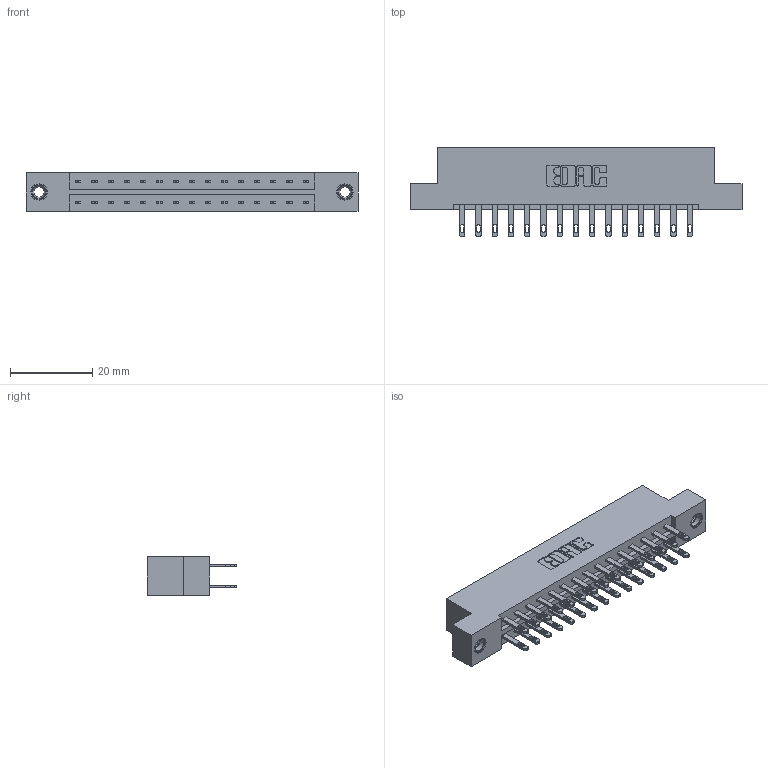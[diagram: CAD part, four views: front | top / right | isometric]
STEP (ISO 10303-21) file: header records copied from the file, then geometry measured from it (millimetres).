
FILE_DESCRIPTION (( 'STEP AP203' ), '1' );
FILE_NAME ('833-030-500-207.STEP', '2020-06-02T11:45:21', ( '' ), ( '' ), 'SwSTEP 2.0', 'SolidWorks 2020', '' );
FILE_SCHEMA (( 'CONFIG_CONTROL_DESIGN' ));
Length unit declared in the file: inch
Products named in the file (4): 833 Part_Flush - .156 Dia - TI; 833-030-500-207; 345-292-001_345-293-100; 345-250-001_345-250-005-103
Assembly tree (33 placements, depth 2):
  833-030-500-207
    833 Part_Flush - .156 Dia - TI
    345-292-001_345-293-100  x30
    345-250-001_345-250-005-103  x2
Bounding box: 80.98 x 21.85 x 9.4 mm (x, y, z)
Volume: 8092.8 mm3; surface area: 9641.8 mm2
Topology: 33 solids, 33 shells, 1614 faces, 4857 edges, 3230 vertices
Faces by surface type: plane 1002, cylinder 596, cone 12, torus 4
Entity records: 14258 total; most frequent: CARTESIAN_POINT 2377, ORIENTED_EDGE 2306, DIRECTION 2111, EDGE_CURVE 1153, VECTOR 1001, LINE 1001, VERTEX_POINT 764, AXIS2_PLACEMENT_3D 555
